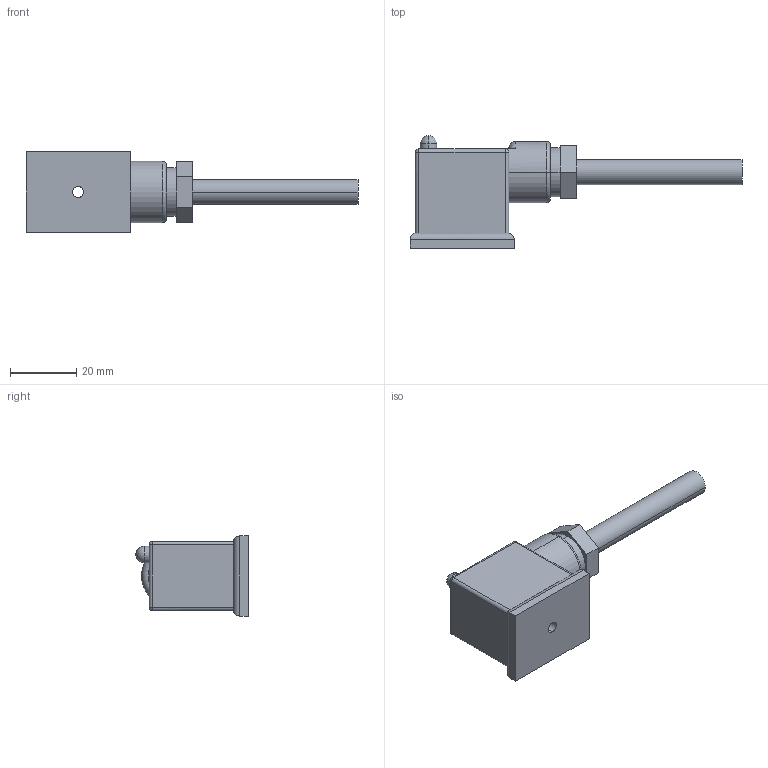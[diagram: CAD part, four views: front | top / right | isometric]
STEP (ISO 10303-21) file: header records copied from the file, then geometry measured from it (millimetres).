
FILE_DESCRIPTION (( 'STEP AP214' ), '1' );
FILE_NAME ('CNT00024-B-10.STEP', '2018-09-18T09:38:24', ( '' ), ( '' ), 'SwSTEP 2.0', 'SolidWorks 2018', '' );
FILE_SCHEMA (( 'AUTOMOTIVE_DESIGN' ));
Length unit declared in the file: millimetre
Products named in the file (1): CNT00024-B-10
Bounding box: 100.4 x 34 x 24.2 mm (x, y, z)
Volume: 25339.5 mm3; surface area: 7167.8 mm2
Topology: 1 solids, 1 shells, 56 faces, 136 edges, 81 vertices
Faces by surface type: cylinder 25, plane 22, sphere 6, torus 3
Entity records: 1735 total; most frequent: CARTESIAN_POINT 366, DIRECTION 271, ORIENTED_EDGE 256, EDGE_CURVE 128, AXIS2_PLACEMENT_3D 102, VERTEX_POINT 79, LINE 67, VECTOR 67
